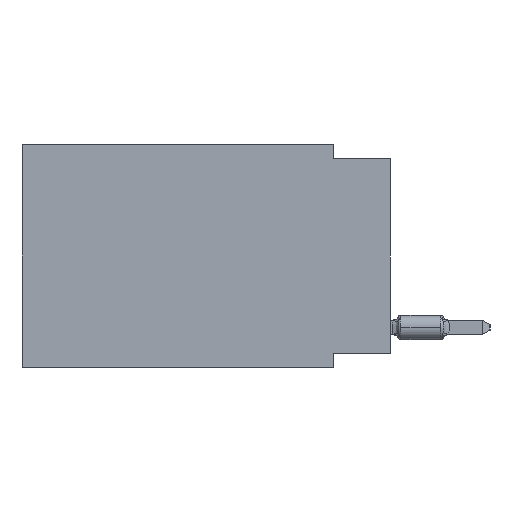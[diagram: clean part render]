
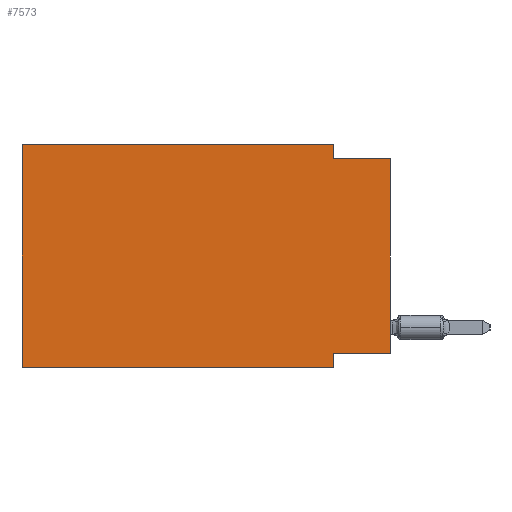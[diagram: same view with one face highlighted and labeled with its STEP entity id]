
A CAD part, left-side view. The second image highlights one B-rep face of the part: STEP entity #7573.
In plain terms, the highlighted planar face has unit normal (-1, 0, 0).
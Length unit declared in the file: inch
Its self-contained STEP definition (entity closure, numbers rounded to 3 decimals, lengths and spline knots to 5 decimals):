
#92 = CARTESIAN_POINT ( 'NONE',  ( 0., 0.645, 0. ) ) ;
#197 = FACE_OUTER_BOUND ( 'NONE', #18850, .T. ) ;
#1140 = LINE ( 'NONE', #20252, #22030 ) ;
#1145 = EDGE_CURVE ( 'NONE', #21690, #11251, #1140, .T. ) ;
#1601 = DIRECTION ( 'NONE',  ( 0., -1., 0. ) ) ;
#2507 = VECTOR ( 'NONE', #17177, 39.37008 ) ;
#2967 = CARTESIAN_POINT ( 'NONE',  ( 0., 0.645, 0. ) ) ;
#3849 = ORIENTED_EDGE ( 'NONE', *, *, #17293, .F. ) ;
#3995 = EDGE_CURVE ( 'NONE', #17574, #11251, #9712, .T. ) ;
#4132 = AXIS2_PLACEMENT_3D ( 'NONE', #92, #13805, #11989 ) ;
#4350 = DIRECTION ( 'NONE',  ( 0., 0., 1. ) ) ;
#4471 = LINE ( 'NONE', #19822, #13104 ) ;
#4639 = VERTEX_POINT ( 'NONE', #12469 ) ;
#5090 = CARTESIAN_POINT ( 'NONE',  ( 0., 0., -0.365 ) ) ;
#5725 = LINE ( 'NONE', #16245, #18505 ) ;
#5874 = CARTESIAN_POINT ( 'NONE',  ( 0., 0.1, -0.39 ) ) ;
#6692 = CARTESIAN_POINT ( 'NONE',  ( 0., 0.645, -0.39 ) ) ;
#6724 = EDGE_CURVE ( 'NONE', #13428, #20916, #5725, .T. ) ;
#7573 = ADVANCED_FACE ( 'NONE', ( #197 ), #22179, .F. ) ;
#7973 = CARTESIAN_POINT ( 'NONE',  ( 0., 0.1, -0.365 ) ) ;
#8270 = LINE ( 'NONE', #16749, #2507 ) ;
#8310 = EDGE_CURVE ( 'NONE', #17474, #4639, #14157, .T. ) ;
#8911 = ORIENTED_EDGE ( 'NONE', *, *, #1145, .F. ) ;
#8932 = ORIENTED_EDGE ( 'NONE', *, *, #9890, .F. ) ;
#9216 = LINE ( 'NONE', #12372, #12385 ) ;
#9712 = LINE ( 'NONE', #17941, #21707 ) ;
#9890 = EDGE_CURVE ( 'NONE', #21936, #20916, #17396, .T. ) ;
#10551 = ORIENTED_EDGE ( 'NONE', *, *, #8310, .F. ) ;
#10727 = DIRECTION ( 'NONE',  ( 0., 0., 1. ) ) ;
#10914 = ORIENTED_EDGE ( 'NONE', *, *, #12185, .F. ) ;
#11251 = VERTEX_POINT ( 'NONE', #5874 ) ;
#11562 = DIRECTION ( 'NONE',  ( 0., 0., -1. ) ) ;
#11883 = CARTESIAN_POINT ( 'NONE',  ( 0., 0., -0.025 ) ) ;
#11989 = DIRECTION ( 'NONE',  ( 0., 0., -1. ) ) ;
#12114 = CARTESIAN_POINT ( 'NONE',  ( 0., 0., -0.025 ) ) ;
#12185 = EDGE_CURVE ( 'NONE', #4639, #21936, #8270, .T. ) ;
#12372 = CARTESIAN_POINT ( 'NONE',  ( 0., 0., -0.365 ) ) ;
#12385 = VECTOR ( 'NONE', #16202, 39.37008 ) ;
#12469 = CARTESIAN_POINT ( 'NONE',  ( 0., 0.1, 0. ) ) ;
#12818 = VECTOR ( 'NONE', #15730, 39.37008 ) ;
#12881 = DIRECTION ( 'NONE',  ( 0., -1., 0. ) ) ;
#13104 = VECTOR ( 'NONE', #4350, 39.37008 ) ;
#13428 = VERTEX_POINT ( 'NONE', #5090 ) ;
#13641 = ORIENTED_EDGE ( 'NONE', *, *, #3995, .T. ) ;
#13805 = DIRECTION ( 'NONE',  ( 1., 0., 0. ) ) ;
#14047 = CARTESIAN_POINT ( 'NONE',  ( 0., 0.1, -0.025 ) ) ;
#14157 = LINE ( 'NONE', #19231, #20337 ) ;
#15730 = DIRECTION ( 'NONE',  ( 0., -1., 0. ) ) ;
#16202 = DIRECTION ( 'NONE',  ( 0., 1., 0. ) ) ;
#16245 = CARTESIAN_POINT ( 'NONE',  ( 0., 0., 0. ) ) ;
#16749 = CARTESIAN_POINT ( 'NONE',  ( 0., 0.1, 0. ) ) ;
#17177 = DIRECTION ( 'NONE',  ( 0., 0., -1. ) ) ;
#17293 = EDGE_CURVE ( 'NONE', #13428, #21690, #9216, .T. ) ;
#17396 = LINE ( 'NONE', #12114, #12818 ) ;
#17474 = VERTEX_POINT ( 'NONE', #2967 ) ;
#17574 = VERTEX_POINT ( 'NONE', #6692 ) ;
#17941 = CARTESIAN_POINT ( 'NONE',  ( 0., 0.645, -0.39 ) ) ;
#18505 = VECTOR ( 'NONE', #10727, 39.37008 ) ;
#18785 = ORIENTED_EDGE ( 'NONE', *, *, #21741, .F. ) ;
#18850 = EDGE_LOOP ( 'NONE', ( #19274, #8932, #10914, #10551, #18785, #13641, #8911, #3849 ) ) ;
#19231 = CARTESIAN_POINT ( 'NONE',  ( 0., 0.645, 0. ) ) ;
#19274 = ORIENTED_EDGE ( 'NONE', *, *, #6724, .T. ) ;
#19822 = CARTESIAN_POINT ( 'NONE',  ( 0., 0.645, 0. ) ) ;
#20252 = CARTESIAN_POINT ( 'NONE',  ( 0., 0.1, -0.39 ) ) ;
#20337 = VECTOR ( 'NONE', #1601, 39.37008 ) ;
#20916 = VERTEX_POINT ( 'NONE', #11883 ) ;
#21690 = VERTEX_POINT ( 'NONE', #7973 ) ;
#21707 = VECTOR ( 'NONE', #12881, 39.37008 ) ;
#21741 = EDGE_CURVE ( 'NONE', #17574, #17474, #4471, .T. ) ;
#21936 = VERTEX_POINT ( 'NONE', #14047 ) ;
#22030 = VECTOR ( 'NONE', #11562, 39.37008 ) ;
#22179 = PLANE ( 'NONE',  #4132 ) ;
